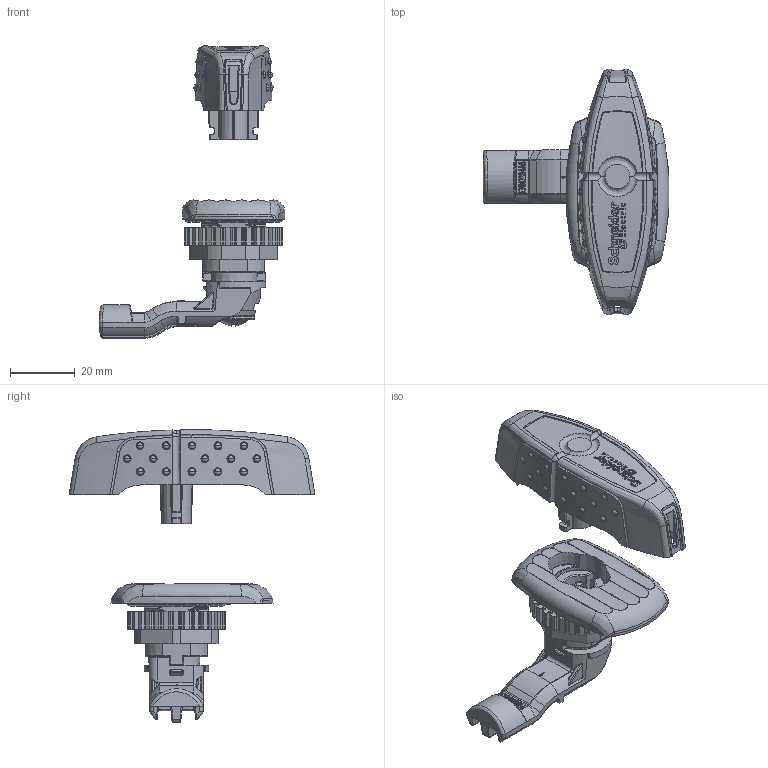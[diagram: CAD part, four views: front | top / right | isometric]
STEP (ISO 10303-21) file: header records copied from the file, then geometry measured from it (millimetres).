
FILE_DESCRIPTION((''),'2;1');
FILE_NAME('NSYAEDLS3DRL_ASM','2015-07-29T',('SESA80307'),('Schneider-Electric'),'PRO/ENGINEER BY PARAMETRIC TECHNOLOGY CORPORATION, 2012420','PRO/ENGINEER BY PARAMETRIC TECHNOLOGY CORPORATION, 2012420','');
FILE_SCHEMA(('CONFIG_CONTROL_DESIGN'));
Length unit declared in the file: millimetre
Products named in the file (3): NSYAEDLS3DRL_ASM; ENN0373A-S_SCHNEIDER
Assembly tree (2 placements, depth 2):
  NSYAEDLS3DRL_ASM
    NSYAEDLS3DRL_ASM
    ENN0373A-S_SCHNEIDER
Bounding box: 57.34 x 75.86 x 90.22 mm (x, y, z)
Volume: 10587.8 mm3; surface area: 25154.3 mm2
Topology: 3 solids, 16 shells, 2982 faces, 8190 edges, 5232 vertices
Faces by surface type: plane 1274, cylinder 613, bspline 456, torus 185, cone 167, extrusion 152, sphere 133, revolution 2
Entity records: 139169 total; most frequent: CARTESIAN_POINT 69757, ORIENTED_EDGE 16170, DIRECTION 12053, EDGE_CURVE 8087, VERTEX_POINT 5232, AXIS2_PLACEMENT_3D 4349, VECTOR 3353, LINE 3201
